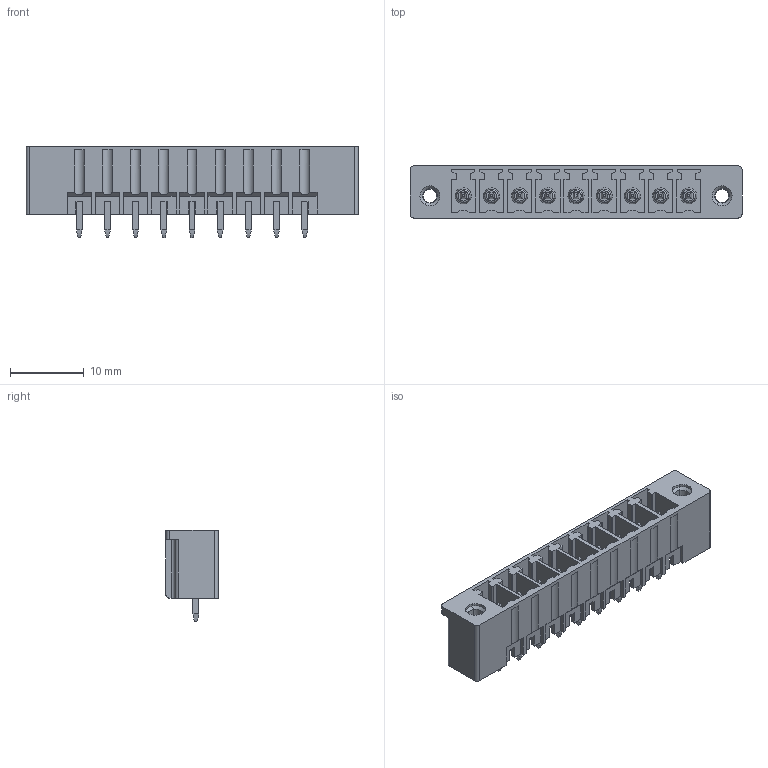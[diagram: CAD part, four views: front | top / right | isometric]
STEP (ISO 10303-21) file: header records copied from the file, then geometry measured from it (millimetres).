
FILE_DESCRIPTION(('CATIA V5 STEP Exchange','CAx-IF Rec.Pracs.--- Model Styling and Organization---1.2---2011-12-15'),'2;1');
FILE_NAME ('D1459846_0', '2018-09-29T05:59:24+00:00', ('none'), ('Weidmueller'), 'CATIA Version 5-6 Release 2014', 'CATIA V5 STEP AP214', 'none');
FILE_SCHEMA(('AUTOMOTIVE_DESIGN { 1 0 10303 214 1 1 1 1 }'));
Length unit declared in the file: millimetre
Products named in the file (1): 1943250000
Bounding box: 44.88 x 7.05 x 12.4 mm (x, y, z)
Volume: 1493.9 mm3; surface area: 3696.9 mm2
Topology: 10 solids, 10 shells, 700 faces, 1991 edges, 1340 vertices
Faces by surface type: plane 495, cylinder 165, cone 22, torus 18
Entity records: 21237 total; most frequent: CARTESIAN_POINT 4188, ORIENTED_EDGE 3982, DIRECTION 2740, EDGE_CURVE 1991, VECTOR 1589, LINE 1589, VERTEX_POINT 1340, EDGE_LOOP 751
